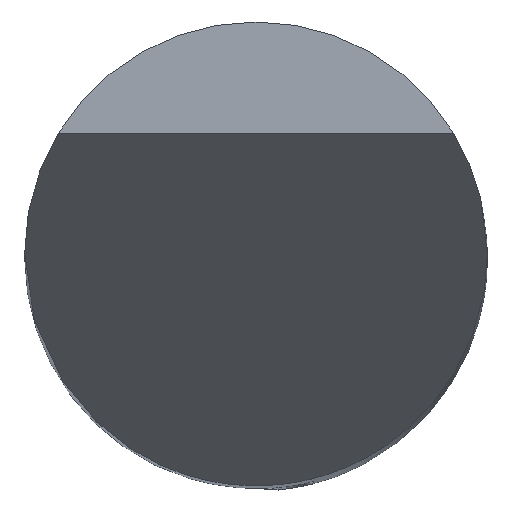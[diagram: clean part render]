
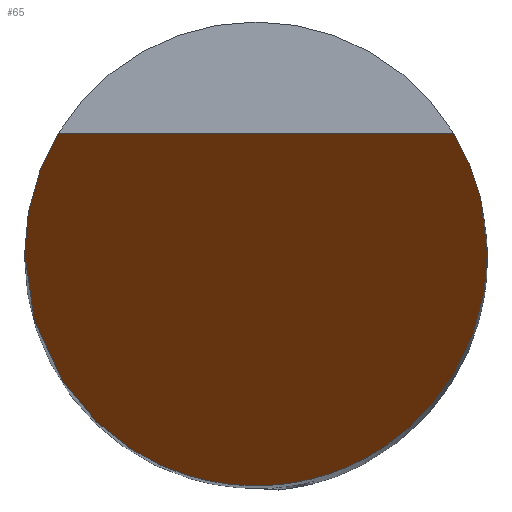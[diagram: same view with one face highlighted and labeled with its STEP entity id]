
A CAD part, top view. The second image highlights one B-rep face of the part: STEP entity #65.
In plain terms, the highlighted planar face has unit normal (0, -0.866, 0.5).
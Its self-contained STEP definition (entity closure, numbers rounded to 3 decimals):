
#47=PLANE('',#510);
#65=ADVANCED_FACE('',(#98),#47,.T.);
#98=FACE_OUTER_BOUND('',#123,.T.);
#123=EDGE_LOOP('',(#251,#252,#253,#254));
#166=LINE('',#897,#192);
#192=VECTOR('',#568,1.);
#251=ORIENTED_EDGE('',*,*,#408,.T.);
#252=ORIENTED_EDGE('',*,*,#373,.T.);
#253=ORIENTED_EDGE('',*,*,#403,.T.);
#254=ORIENTED_EDGE('',*,*,#375,.T.);
#332=VERTEX_POINT('',#658);
#333=VERTEX_POINT('',#663);
#334=VERTEX_POINT('',#665);
#335=VERTEX_POINT('',#670);
#373=EDGE_CURVE('',#333,#332,#448,.T.);
#375=EDGE_CURVE('',#335,#334,#449,.T.);
#403=EDGE_CURVE('',#332,#335,#458,.T.);
#408=EDGE_CURVE('',#334,#333,#166,.T.);
#448=(
BOUNDED_CURVE()
B_SPLINE_CURVE(3,(#659,#660,#661,#662),.UNSPECIFIED.,.F.,.F.)
B_SPLINE_CURVE_WITH_KNOTS((4,4),(0.,1.),.UNSPECIFIED.)
CURVE()
GEOMETRIC_REPRESENTATION_ITEM()
RATIONAL_B_SPLINE_CURVE((1.,0.975,0.975,1.))
REPRESENTATION_ITEM('')
);
#449=(
BOUNDED_CURVE()
B_SPLINE_CURVE(3,(#666,#667,#668,#669),.UNSPECIFIED.,.F.,.F.)
B_SPLINE_CURVE_WITH_KNOTS((4,4),(0.,1.),.UNSPECIFIED.)
CURVE()
GEOMETRIC_REPRESENTATION_ITEM()
RATIONAL_B_SPLINE_CURVE((1.,0.975,0.975,1.))
REPRESENTATION_ITEM('')
);
#458=(
BOUNDED_CURVE()
B_SPLINE_CURVE(3,(#866,#867,#868,#869),.UNSPECIFIED.,.F.,.F.)
B_SPLINE_CURVE_WITH_KNOTS((4,4),(0.,1.),.UNSPECIFIED.)
CURVE()
GEOMETRIC_REPRESENTATION_ITEM()
RATIONAL_B_SPLINE_CURVE((1.,0.333,0.333,1.))
REPRESENTATION_ITEM('')
);
#510=AXIS2_PLACEMENT_3D('',#898,#569,#570);
#568=DIRECTION('',(-1.,0.,0.));
#569=DIRECTION('',(0.,-0.866,0.5));
#570=DIRECTION('',(0.,0.5,0.866));
#658=CARTESIAN_POINT('',(-2.5,0.,0.));
#659=CARTESIAN_POINT('',(-2.136,1.299,2.25));
#660=CARTESIAN_POINT('',(-2.376,0.905,1.568));
#661=CARTESIAN_POINT('',(-2.5,0.461,0.799));
#662=CARTESIAN_POINT('',(-2.5,0.,0.));
#663=CARTESIAN_POINT('',(-2.136,1.299,2.25));
#665=CARTESIAN_POINT('',(2.136,1.299,2.25));
#666=CARTESIAN_POINT('',(2.5,0.,0.));
#667=CARTESIAN_POINT('',(2.5,0.461,0.799));
#668=CARTESIAN_POINT('',(2.376,0.905,1.568));
#669=CARTESIAN_POINT('',(2.136,1.299,2.25));
#670=CARTESIAN_POINT('',(2.5,0.,0.));
#866=CARTESIAN_POINT('',(-2.5,0.,0.));
#867=CARTESIAN_POINT('',(-2.5,-5.,-8.66));
#868=CARTESIAN_POINT('',(2.5,-5.,-8.66));
#869=CARTESIAN_POINT('',(2.5,0.,0.));
#897=CARTESIAN_POINT('',(-57.597,1.299,2.25));
#898=CARTESIAN_POINT('',(-57.597,4.054,7.021));
